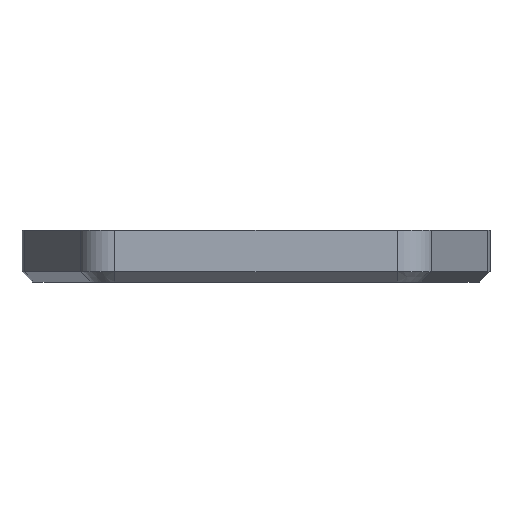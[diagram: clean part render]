
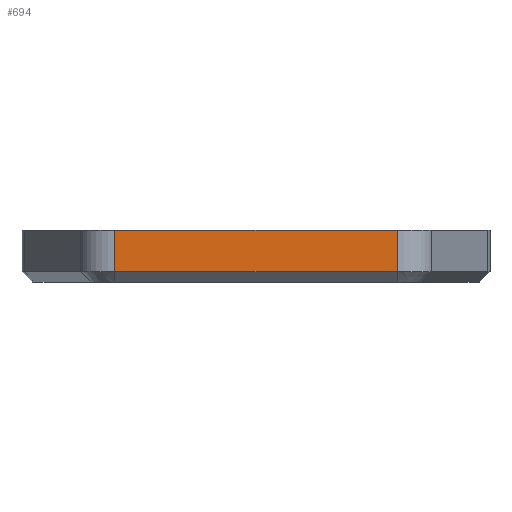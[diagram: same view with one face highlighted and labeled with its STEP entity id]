
A CAD part, left-side view. The second image highlights one B-rep face of the part: STEP entity #694.
In plain terms, the highlighted planar face has unit normal (-1, 0, 0).
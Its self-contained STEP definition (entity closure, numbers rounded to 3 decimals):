
#38 = VERTEX_POINT ( 'NONE', #177 ) ;
#76 = PLANE ( 'NONE',  #1516 ) ;
#94 = CARTESIAN_POINT ( 'NONE',  ( -21.6, 13.596, 5. ) ) ;
#143 = EDGE_LOOP ( 'NONE', ( #1434, #290, #259, #1461 ) ) ;
#177 = CARTESIAN_POINT ( 'NONE',  ( -21.6, 13.596, 5. ) ) ;
#185 = VECTOR ( 'NONE', #205, 1000. ) ;
#205 = DIRECTION ( 'NONE',  ( 0., 0., -1. ) ) ;
#218 = DIRECTION ( 'NONE',  ( 0., -1., 0. ) ) ;
#259 = ORIENTED_EDGE ( 'NONE', *, *, #728, .F. ) ;
#290 = ORIENTED_EDGE ( 'NONE', *, *, #1452, .T. ) ;
#295 = LINE ( 'NONE', #1272, #185 ) ;
#307 = DIRECTION ( 'NONE',  ( 1., 0., 0. ) ) ;
#327 = LINE ( 'NONE', #802, #1183 ) ;
#511 = CARTESIAN_POINT ( 'NONE',  ( -21.6, -13.596, 5. ) ) ;
#546 = LINE ( 'NONE', #1164, #931 ) ;
#570 = LINE ( 'NONE', #660, #866 ) ;
#660 = CARTESIAN_POINT ( 'NONE',  ( -21.6, 13.596, 5. ) ) ;
#694 = ADVANCED_FACE ( 'NONE', ( #1524 ), #76, .F. ) ;
#728 = EDGE_CURVE ( 'NONE', #903, #1381, #295, .T. ) ;
#754 = EDGE_CURVE ( 'NONE', #38, #1504, #327, .T. ) ;
#781 = DIRECTION ( 'NONE',  ( 0., -1., 0. ) ) ;
#802 = CARTESIAN_POINT ( 'NONE',  ( -21.6, 13.596, 5. ) ) ;
#866 = VECTOR ( 'NONE', #781, 1000. ) ;
#903 = VERTEX_POINT ( 'NONE', #511 ) ;
#917 = CARTESIAN_POINT ( 'NONE',  ( -21.6, 13.596, 1. ) ) ;
#931 = VECTOR ( 'NONE', #218, 1000. ) ;
#1128 = DIRECTION ( 'NONE',  ( 0., 0., -1. ) ) ;
#1164 = CARTESIAN_POINT ( 'NONE',  ( -21.6, 13.596, 1. ) ) ;
#1183 = VECTOR ( 'NONE', #1280, 1000. ) ;
#1272 = CARTESIAN_POINT ( 'NONE',  ( -21.6, -13.596, 5. ) ) ;
#1280 = DIRECTION ( 'NONE',  ( 0., 0., -1. ) ) ;
#1371 = CARTESIAN_POINT ( 'NONE',  ( -21.6, -13.596, 1. ) ) ;
#1381 = VERTEX_POINT ( 'NONE', #1371 ) ;
#1434 = ORIENTED_EDGE ( 'NONE', *, *, #754, .T. ) ;
#1452 = EDGE_CURVE ( 'NONE', #1504, #1381, #546, .T. ) ;
#1459 = EDGE_CURVE ( 'NONE', #38, #903, #570, .T. ) ;
#1461 = ORIENTED_EDGE ( 'NONE', *, *, #1459, .F. ) ;
#1504 = VERTEX_POINT ( 'NONE', #917 ) ;
#1516 = AXIS2_PLACEMENT_3D ( 'NONE', #94, #307, #1128 ) ;
#1524 = FACE_OUTER_BOUND ( 'NONE', #143, .T. ) ;
